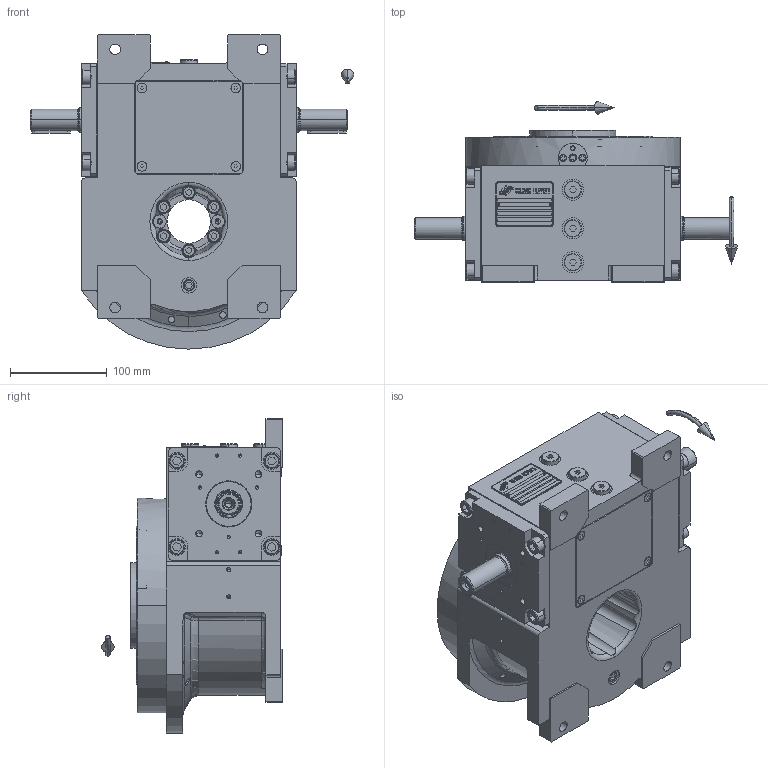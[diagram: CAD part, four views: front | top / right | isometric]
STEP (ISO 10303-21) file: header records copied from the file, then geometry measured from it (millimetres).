
FILE_DESCRIPTION (( 'STEP AP203' ), '1' );
FILE_NAME ('PC5200605.step', '2024-09-10T10:30:17', ( '' ), ( '' ), 'SwSTEP 2.0', 'SolidWorks 2020', '' );
FILE_SCHEMA (( 'CONFIG_CONTROL_DESIGN' ));
Length unit declared in the file: millimetre
Products named in the file (77): cfn2000_01_124; cfn2003_01_054; cfn2000_01_103; cfn2107_01_001; cfn2000_01_126; cfn2128_04_004; cfn2205_01_013; cfn2077_01_018; cfn2201_01_040; cfn2151_01_290; rig06_071_12_m_asm.stp; cfn2158_01_010; cfn2128_19_002; cfn2155_01_056; AS_rig06_071_12_m; CFN2010_02_002.stp; RIG06_005_ASM.stp; rig06_003_12; cfn2115_02_182; AS_rig06_017; cfn2476_01_002_60x46; rig06_004_s_001; cfn2115_02_165; freccia_angolare_albero; AS_rig06_004_s_001; olio_agip_blasia_150; cfn2155_01_303; rig06_017; AS_rig06_004; cfn2151_01_109; CFN2010_01_012.stp; rig06_007_master; CFN2000_01_185.stp; AS_cfn2476_01_002_60x46; CFN2203_02_001.stp; cfn2151_01_090; rig06_001_a_s_027; CFN2356_03_047.stp; CFN2223_01-570X6-B.stp; RIG06_021_AF0.stp ...
Assembly tree (69 placements, depth 5):
  cfn2205_01_013
  cfn2077_01_018
  cfn2201_01_040
  cfn2151_01_290
  cfn2158_01_010
Bounding box: 334.5 x 187 x 325 mm (x, y, z)
Volume: 2309794.6 mm3; surface area: 754329.6 mm2
Topology: 61 solids, 61 shells, 1991 faces, 4940 edges, 3160 vertices
Faces by surface type: plane 1007, cylinder 636, cone 314, torus 22, bspline 6, sphere 6
Entity records: 67793 total; most frequent: CARTESIAN_POINT 14873, DIRECTION 9455, ORIENTED_EDGE 9106, EDGE_CURVE 4553, AXIS2_PLACEMENT_3D 3256, VERTEX_POINT 2969, VECTOR 2943, LINE 2943
